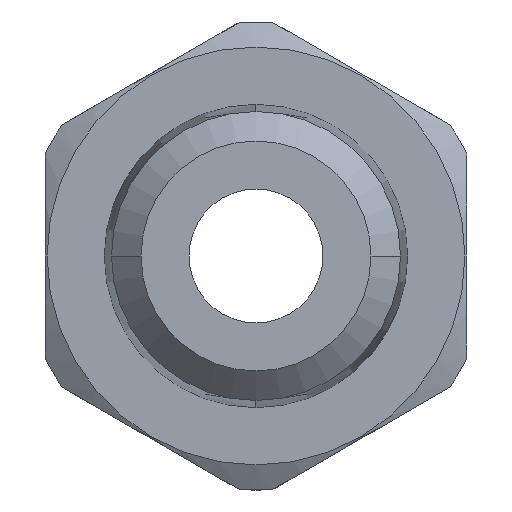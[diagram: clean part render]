
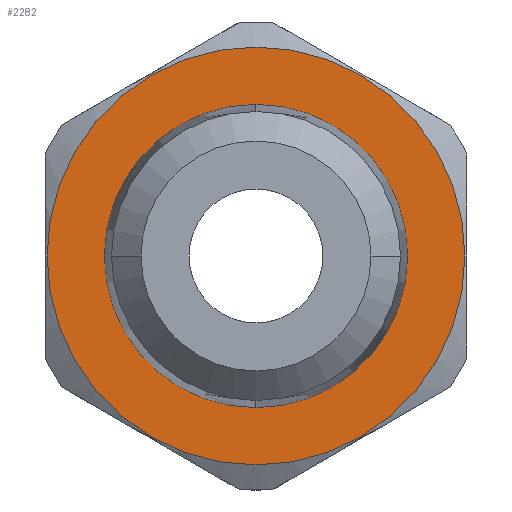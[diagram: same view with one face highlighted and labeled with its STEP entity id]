
A CAD part, left-side view. The second image highlights one B-rep face of the part: STEP entity #2282.
In plain terms, the highlighted planar face has unit normal (-1, 0, 0).
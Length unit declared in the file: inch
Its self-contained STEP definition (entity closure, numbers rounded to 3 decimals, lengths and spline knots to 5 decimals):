
#120 = AXIS2_PLACEMENT_3D ( 'NONE', #3241, #2329, #1686 ) ;
#260 = CIRCLE ( 'NONE', #1601, 0.2025 ) ;
#431 = DIRECTION ( 'NONE',  ( 1., 0., 0. ) ) ;
#455 = CARTESIAN_POINT ( 'NONE',  ( -0.65, 0., 0. ) ) ;
#531 = DIRECTION ( 'NONE',  ( 1., 0., 0. ) ) ;
#561 = DIRECTION ( 'NONE',  ( 1., 0., 0. ) ) ;
#576 = PLANE ( 'NONE',  #1345 ) ;
#701 = ORIENTED_EDGE ( 'NONE', *, *, #3663, .T. ) ;
#851 = DIRECTION ( 'NONE',  ( 0., 0., 1. ) ) ;
#878 = DIRECTION ( 'NONE',  ( 0., 0., -1. ) ) ;
#987 = DIRECTION ( 'NONE',  ( -1., 0., 0. ) ) ;
#1017 = EDGE_CURVE ( 'NONE', #1577, #1101, #3853, .T. ) ;
#1072 = DIRECTION ( 'NONE',  ( 0., 0., -1. ) ) ;
#1092 = ORIENTED_EDGE ( 'NONE', *, *, #1406, .F. ) ;
#1101 = VERTEX_POINT ( 'NONE', #2215 ) ;
#1143 = FACE_BOUND ( 'NONE', #2551, .T. ) ;
#1179 = CARTESIAN_POINT ( 'NONE',  ( -0.65, 0., 0. ) ) ;
#1189 = CIRCLE ( 'NONE', #120, 0.279 ) ;
#1203 = CARTESIAN_POINT ( 'NONE',  ( -0.65, 0., 0.2025 ) ) ;
#1345 = AXIS2_PLACEMENT_3D ( 'NONE', #1203, #987, #3433 ) ;
#1406 = EDGE_CURVE ( 'NONE', #1666, #3815, #2380, .T. ) ;
#1577 = VERTEX_POINT ( 'NONE', #2148 ) ;
#1601 = AXIS2_PLACEMENT_3D ( 'NONE', #455, #431, #1072 ) ;
#1666 = VERTEX_POINT ( 'NONE', #3455 ) ;
#1686 = DIRECTION ( 'NONE',  ( 0., 0., 1. ) ) ;
#1740 = ORIENTED_EDGE ( 'NONE', *, *, #3557, .F. ) ;
#1836 = CARTESIAN_POINT ( 'NONE',  ( -0.65, 0.279, 0. ) ) ;
#2148 = CARTESIAN_POINT ( 'NONE',  ( -0.65, 0., 0.2025 ) ) ;
#2215 = CARTESIAN_POINT ( 'NONE',  ( -0.65, 0., -0.2025 ) ) ;
#2282 = ADVANCED_FACE ( 'NONE', ( #2708, #1143 ), #576, .T. ) ;
#2329 = DIRECTION ( 'NONE',  ( 1., 0., 0. ) ) ;
#2380 = CIRCLE ( 'NONE', #3061, 0.279 ) ;
#2551 = EDGE_LOOP ( 'NONE', ( #701, #3736 ) ) ;
#2708 = FACE_OUTER_BOUND ( 'NONE', #3334, .T. ) ;
#3061 = AXIS2_PLACEMENT_3D ( 'NONE', #3612, #531, #851 ) ;
#3241 = CARTESIAN_POINT ( 'NONE',  ( -0.65, 0., 0. ) ) ;
#3275 = AXIS2_PLACEMENT_3D ( 'NONE', #1179, #561, #878 ) ;
#3334 = EDGE_LOOP ( 'NONE', ( #1740, #1092 ) ) ;
#3433 = DIRECTION ( 'NONE',  ( 0., 0., 1. ) ) ;
#3455 = CARTESIAN_POINT ( 'NONE',  ( -0.65, -0.279, 0. ) ) ;
#3557 = EDGE_CURVE ( 'NONE', #3815, #1666, #1189, .T. ) ;
#3612 = CARTESIAN_POINT ( 'NONE',  ( -0.65, 0., 0. ) ) ;
#3663 = EDGE_CURVE ( 'NONE', #1101, #1577, #260, .T. ) ;
#3736 = ORIENTED_EDGE ( 'NONE', *, *, #1017, .T. ) ;
#3815 = VERTEX_POINT ( 'NONE', #1836 ) ;
#3853 = CIRCLE ( 'NONE', #3275, 0.2025 ) ;
